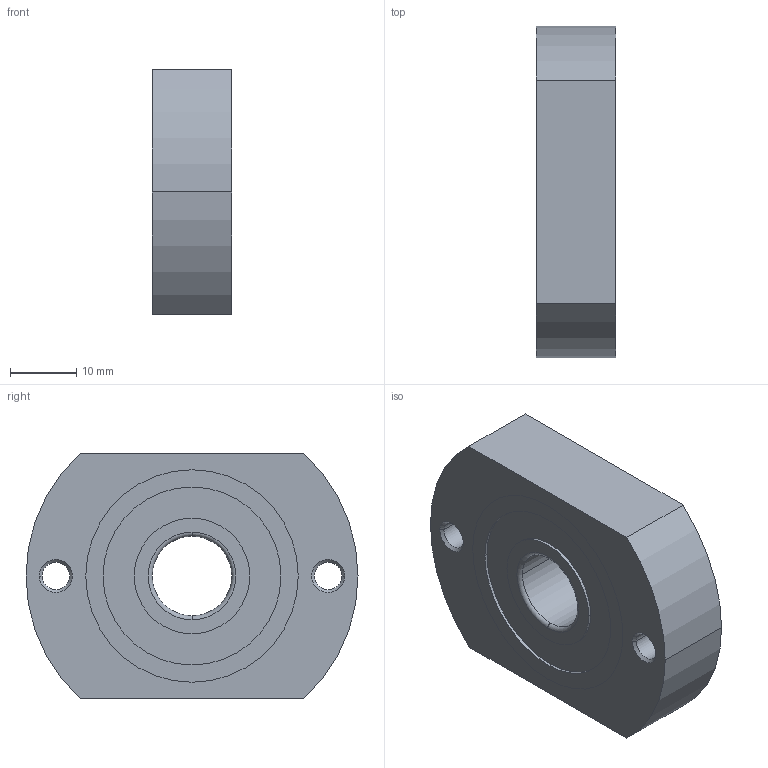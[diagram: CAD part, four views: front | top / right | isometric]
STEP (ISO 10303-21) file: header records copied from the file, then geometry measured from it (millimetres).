
FILE_DESCRIPTION( ( '' ), '1' );
FILE_NAME( 'BGTNB6201ZZ.stp', '2020-11-08T11:45:46', ( '' ), ( '' ), ' ', ' ', ' ' );
FILE_SCHEMA( ( 'CONFIG_CONTROL_DESIGN' ) );
Length unit declared in the file: millimetre
Products named in the file (2): 1; 2
Bounding box: 12 x 50 x 37 mm (x, y, z)
Volume: 17145.6 mm3; surface area: 8326.1 mm2
Topology: 2 solids, 2 shells, 49 faces, 115 edges, 75 vertices
Faces by surface type: cylinder 24, plane 11, cone 8, torus 6
Entity records: 1550 total; most frequent: DIRECTION 294, CARTESIAN_POINT 241, ORIENTED_EDGE 230, AXIS2_PLACEMENT_3D 128, EDGE_CURVE 115, CIRCLE 77, VERTEX_POINT 75, EDGE_LOOP 62
